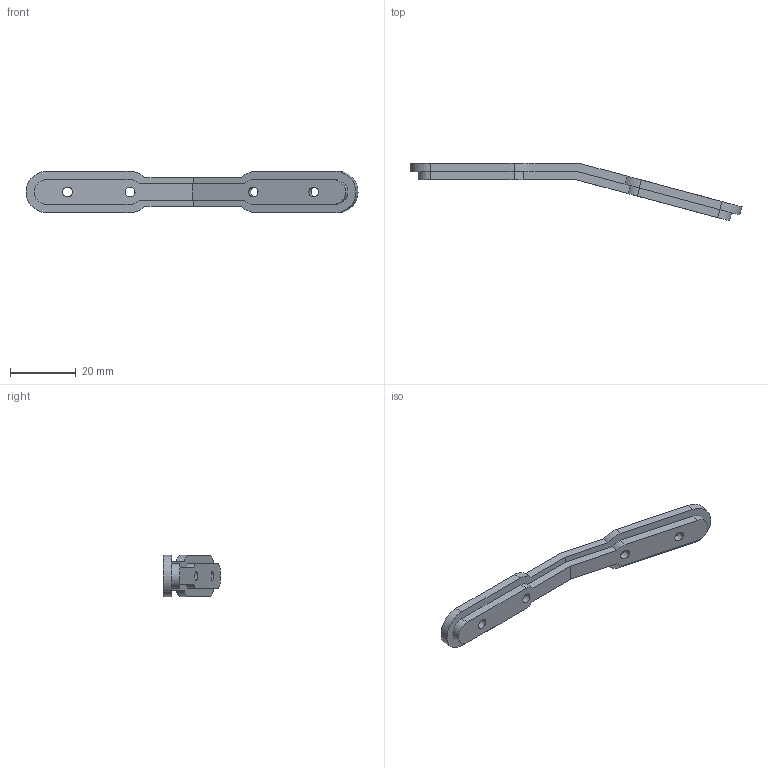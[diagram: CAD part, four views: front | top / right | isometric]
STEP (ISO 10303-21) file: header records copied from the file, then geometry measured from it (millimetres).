
FILE_DESCRIPTION(/* description */ (''),/* implementation_level */ '2;1');
FILE_NAME(/* name */ 'Motor Mount Arm (1 inch).ipt.stp',/* time_stamp */ '2014-03-02T15:59:59-05:00',/* author */ ('Spooner'),/* organization */ (''),/* preprocessor_version */ 'ST-DEVELOPER v15.2',/* originating_system */ 'Autodesk Inventor 2014',/* authorisation */ '');
FILE_SCHEMA (('AUTOMOTIVE_DESIGN { 1 0 10303 214 3 1 1 }'));
Length unit declared in the file: inch
Products named in the file (1): Motor Mount Arm (1 inch)
Bounding box: 101.22 x 17.58 x 12.62 mm (x, y, z)
Volume: 4092.6 mm3; surface area: 3563.2 mm2
Topology: 1 solids, 1 shells, 90 faces, 228 edges, 144 vertices
Faces by surface type: plane 74, cylinder 16
Full cylindrical faces by diameter (mm): 3.048 x4
Entity records: 2671 total; most frequent: CARTESIAN_POINT 459, ORIENTED_EDGE 448, DIRECTION 438, EDGE_CURVE 224, LINE 192, VECTOR 192, VERTEX_POINT 144, AXIS2_PLACEMENT_3D 123
